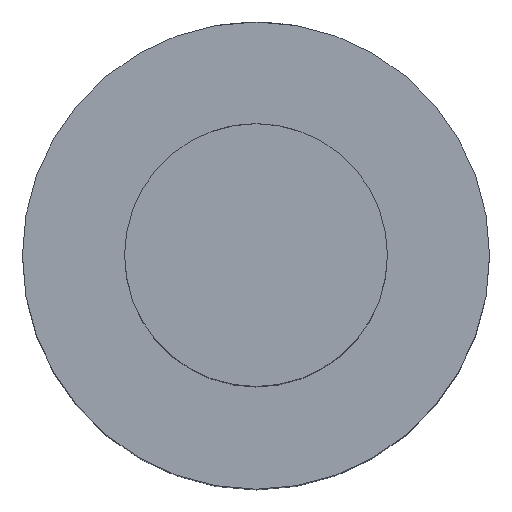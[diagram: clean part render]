
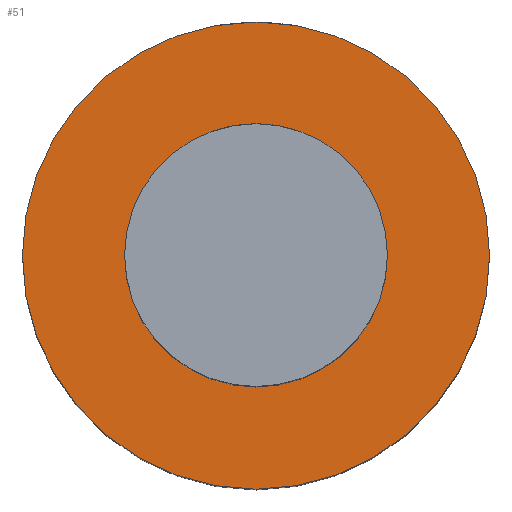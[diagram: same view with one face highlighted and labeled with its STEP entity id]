
A CAD part, top view. The second image highlights one B-rep face of the part: STEP entity #51.
In plain terms, the highlighted planar face has unit normal (0, 0, 1).
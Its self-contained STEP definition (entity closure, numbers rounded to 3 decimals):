
#51=ADVANCED_FACE('240[2]',(#128,#129),#130,.T.);
#57=EDGE_CURVE('240[2]',#138,#138,#139,.T.);
#93=EDGE_CURVE('240[2]',#196,#196,#197,.T.);
#128=FACE_BOUND('',#228,.T.);
#129=FACE_OUTER_BOUND('',#229,.T.);
#130=PLANE('',#230);
#138=VERTEX_POINT('',#241);
#139=CIRCLE('',#242,18.0);
#196=VERTEX_POINT('',#476);
#197=CIRCLE('',#477,32.0);
#228=EDGE_LOOP('',(#538));
#229=EDGE_LOOP('',(#539));
#230=AXIS2_PLACEMENT_3D('',#540,#541,#542);
#241=CARTESIAN_POINT('',(18.0,0.0,0.0));
#242=AXIS2_PLACEMENT_3D('',#549,#550,#551);
#476=CARTESIAN_POINT('',(0.,32.0,0.));
#477=AXIS2_PLACEMENT_3D('',#609,#610,#611);
#538=ORIENTED_EDGE('',*,*,#57,.T.);
#539=ORIENTED_EDGE('',*,*,#93,.F.);
#540=CARTESIAN_POINT('',(0.,16.0,0.));
#541=DIRECTION('',(0.,0.,1.0));
#542=DIRECTION('',(1.0,0.,0.0));
#549=CARTESIAN_POINT('',(0.0,0.0,0.));
#550=DIRECTION('',(0.,0.,-1.0));
#551=DIRECTION('',(1.0,0.,0.));
#609=CARTESIAN_POINT('',(0.0,0.0,0.0));
#610=DIRECTION('',(0.,0.,-1.0));
#611=DIRECTION('',(0.,1.0,0.));
